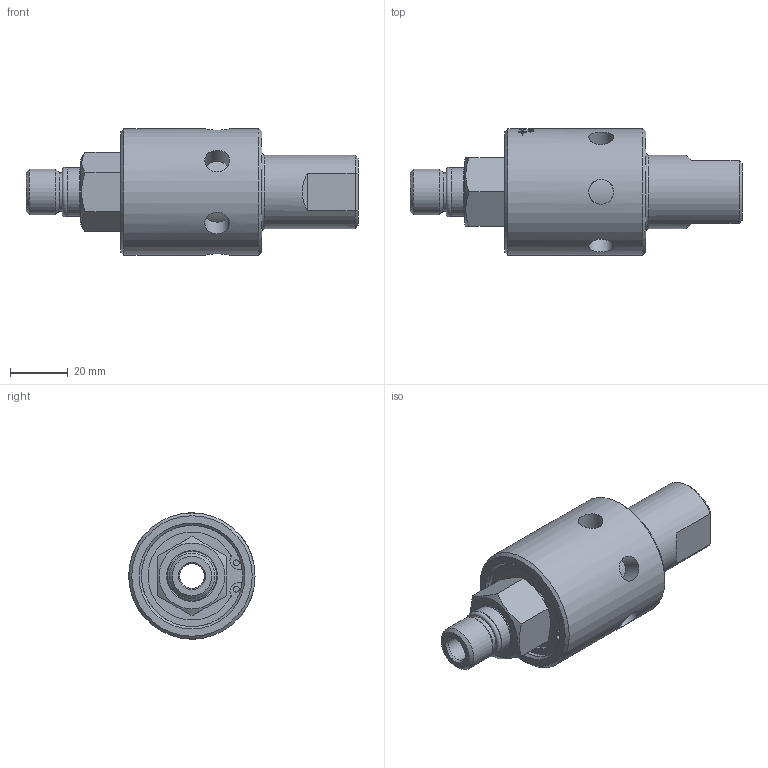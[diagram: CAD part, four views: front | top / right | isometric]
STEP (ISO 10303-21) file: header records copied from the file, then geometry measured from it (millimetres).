
FILE_DESCRIPTION(/* description */ (''),/* implementation_level */ '2;1');
FILE_NAME(/* name */ '1116-048-059-IC.stp',/* time_stamp */ '2020-05-14T11:22:10-05:00',/* author */ ('moorera'),/* organization */ (''),/* preprocessor_version */ 'ST-DEVELOPER v18.1',/* originating_system */ 'Autodesk Inventor 2020',/* authorisation */ '');
FILE_SCHEMA (('AUTOMOTIVE_DESIGN { 1 0 10303 214 3 1 1 }'));
Products named in the file (1): 1116-048-059-IC
Bounding box: 115 x 43.7 x 43.7 mm (x, y, z)
Volume: 88411.6 mm3; surface area: 19965.7 mm2
Topology: 2 solids, 2 shells, 378 faces, 990 edges, 666 vertices
Faces by surface type: bspline 179, plane 115, cylinder 67, cone 13, torus 4
Full cylindrical faces by diameter (mm): 1.981 x2, 8.5 x1, 8.6 x6, 10.719 x1, 13.5 x1, 15.839 x1, 16.649 x1, 19.84 x1, 25.4 x1, 35.08 x1, 37.25 x1, 43.7 x1
Entity records: 52499 total; most frequent: CARTESIAN_POINT 43832, ORIENTED_EDGE 1980, DIRECTION 1357, EDGE_CURVE 990, VERTEX_POINT 666, AXIS2_PLACEMENT_3D 491, EDGE_LOOP 434, FACE_OUTER_BOUND 378
